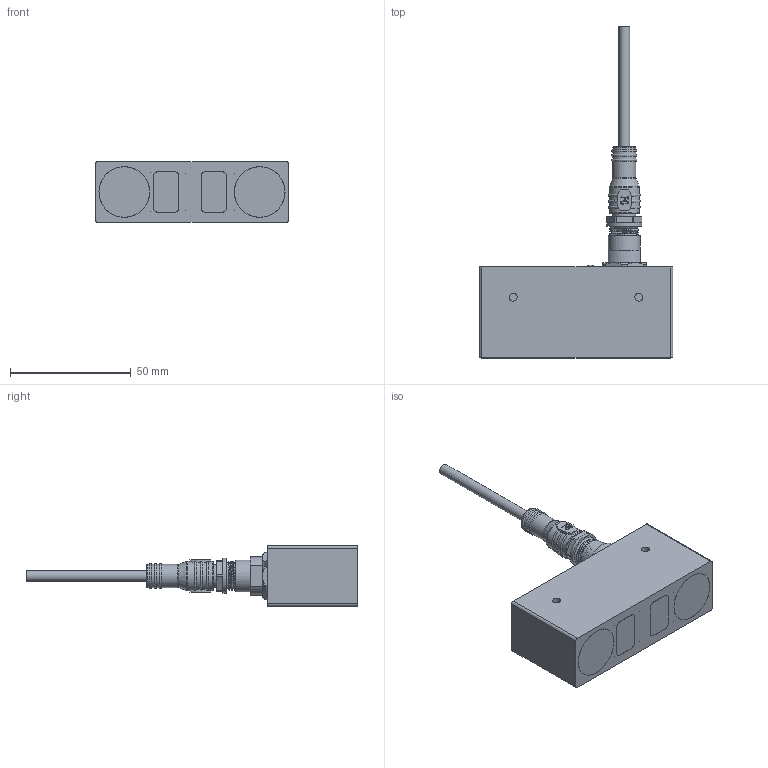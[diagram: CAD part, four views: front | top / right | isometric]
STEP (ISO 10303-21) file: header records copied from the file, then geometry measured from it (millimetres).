
FILE_DESCRIPTION (( 'STEP AP214' ), '1' );
FILE_NAME ('S2312-外观图（直头线缆）.STEP', '2024-01-08T06:43:05', ( '' ), ( '' ), 'SwSTEP 2.0', 'SolidWorks 2016', '' );
FILE_SCHEMA (( 'AUTOMOTIVE_DESIGN' ));
Length unit declared in the file: millimetre
Products named in the file (1): S2312-外观图（直头线缆）
Bounding box: 80 x 137.3 x 25 mm (x, y, z)
Volume: 81630.8 mm3; surface area: 17574.9 mm2
Topology: 2 solids, 12 shells, 354 faces, 847 edges, 544 vertices
Faces by surface type: plane 170, cylinder 104, bspline 33, cone 32, torus 13, sphere 2
Full cylindrical faces by diameter (mm): 0.6 x12, 0.8 x12, 1.6 x6, 2.8 x2, 3 x2, 3.3 x4, 4.5 x1, 5.54 x2, 9.5 x1, 9.6 x4, 10.5 x1, 10.6 x1, 11.1 x1, 12.3 x2, 13.2 x1, 14.5 x1, 20.9 x2, 21 x2
Entity records: 15528 total; most frequent: CARTESIAN_POINT 4356, DIRECTION 1528, ORIENTED_EDGE 1400, EDGE_CURVE 700, AXIS2_PLACEMENT_3D 593, VERTEX_POINT 514, EDGE_LOOP 502, FACE_OUTER_BOUND 419
